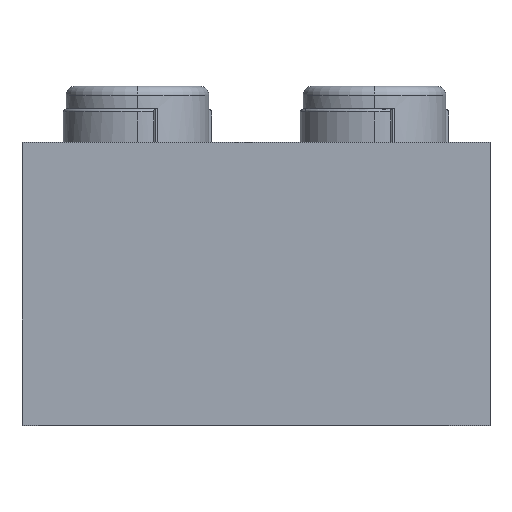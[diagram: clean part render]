
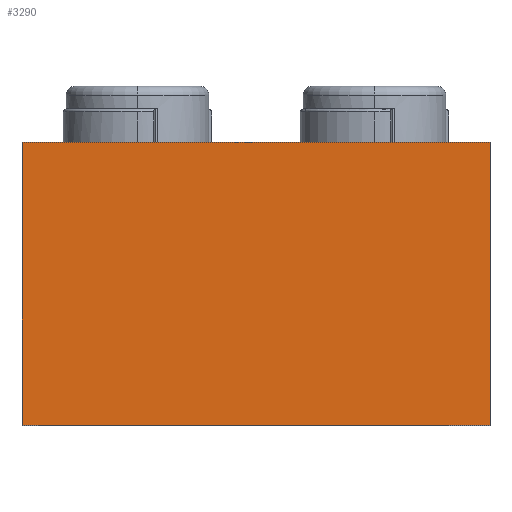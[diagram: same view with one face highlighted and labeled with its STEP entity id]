
A CAD part, top view. The second image highlights one B-rep face of the part: STEP entity #3290.
In plain terms, the highlighted planar face has unit normal (0, 0, 1).
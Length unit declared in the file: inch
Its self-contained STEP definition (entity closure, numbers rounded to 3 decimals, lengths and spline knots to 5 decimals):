
#656 = DIRECTION ( 'NONE',  ( 0., -1., 0. ) ) ;
#683 = AXIS2_PLACEMENT_3D ( 'NONE', #4615, #2244, #6366 ) ;
#750 = CARTESIAN_POINT ( 'NONE',  ( 0.31102, 0., 0.15354 ) ) ;
#871 = CARTESIAN_POINT ( 'NONE',  ( -0.31102, 0.37598, 0.15354 ) ) ;
#997 = DIRECTION ( 'NONE',  ( 0., -1., 0. ) ) ;
#1138 = VERTEX_POINT ( 'NONE', #2569 ) ;
#1223 = EDGE_CURVE ( 'NONE', #1138, #5560, #3125, .T. ) ;
#1343 = EDGE_CURVE ( 'NONE', #4463, #1138, #5723, .T. ) ;
#1434 = DIRECTION ( 'NONE',  ( 1., 0., 0. ) ) ;
#1558 = VECTOR ( 'NONE', #6204, 39.37008 ) ;
#1651 = PLANE ( 'NONE',  #683 ) ;
#1656 = VECTOR ( 'NONE', #1434, 39.37008 ) ;
#2109 = VECTOR ( 'NONE', #997, 39.37008 ) ;
#2244 = DIRECTION ( 'NONE',  ( 0., 0., -1. ) ) ;
#2318 = ORIENTED_EDGE ( 'NONE', *, *, #6321, .F. ) ;
#2569 = CARTESIAN_POINT ( 'NONE',  ( -0.31102, 0., 0.15354 ) ) ;
#3125 = LINE ( 'NONE', #3926, #1558 ) ;
#3198 = FACE_OUTER_BOUND ( 'NONE', #6606, .T. ) ;
#3290 = ADVANCED_FACE ( 'NONE', ( #3198 ), #1651, .F. ) ;
#3612 = LINE ( 'NONE', #6157, #1656 ) ;
#3786 = CARTESIAN_POINT ( 'NONE',  ( 0.31102, 0.37598, 0.15354 ) ) ;
#3850 = ORIENTED_EDGE ( 'NONE', *, *, #6481, .F. ) ;
#3926 = CARTESIAN_POINT ( 'NONE',  ( -0.31102, 0., 0.15354 ) ) ;
#4227 = CARTESIAN_POINT ( 'NONE',  ( -0.31102, 0.37598, 0.15354 ) ) ;
#4317 = ORIENTED_EDGE ( 'NONE', *, *, #1223, .T. ) ;
#4463 = VERTEX_POINT ( 'NONE', #871 ) ;
#4615 = CARTESIAN_POINT ( 'NONE',  ( -0.31102, 0.37598, 0.15354 ) ) ;
#5469 = LINE ( 'NONE', #6875, #2109 ) ;
#5560 = VERTEX_POINT ( 'NONE', #750 ) ;
#5723 = LINE ( 'NONE', #4227, #7475 ) ;
#5814 = ORIENTED_EDGE ( 'NONE', *, *, #1343, .T. ) ;
#6157 = CARTESIAN_POINT ( 'NONE',  ( -0.31102, 0.37598, 0.15354 ) ) ;
#6204 = DIRECTION ( 'NONE',  ( 1., 0., 0. ) ) ;
#6321 = EDGE_CURVE ( 'NONE', #4463, #7498, #3612, .T. ) ;
#6366 = DIRECTION ( 'NONE',  ( -1., 0., 0. ) ) ;
#6481 = EDGE_CURVE ( 'NONE', #7498, #5560, #5469, .T. ) ;
#6606 = EDGE_LOOP ( 'NONE', ( #4317, #3850, #2318, #5814 ) ) ;
#6875 = CARTESIAN_POINT ( 'NONE',  ( 0.31102, 0.37598, 0.15354 ) ) ;
#7475 = VECTOR ( 'NONE', #656, 39.37008 ) ;
#7498 = VERTEX_POINT ( 'NONE', #3786 ) ;
